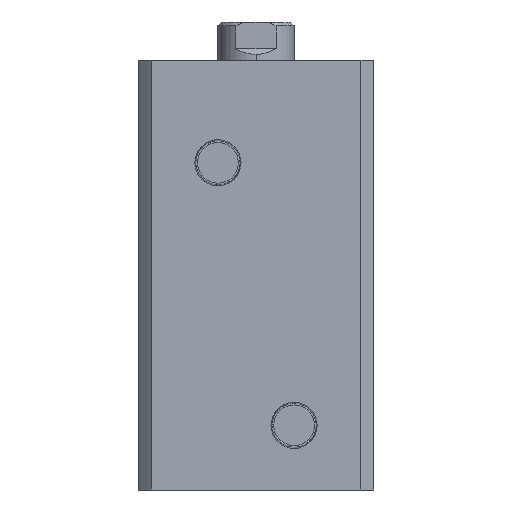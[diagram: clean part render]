
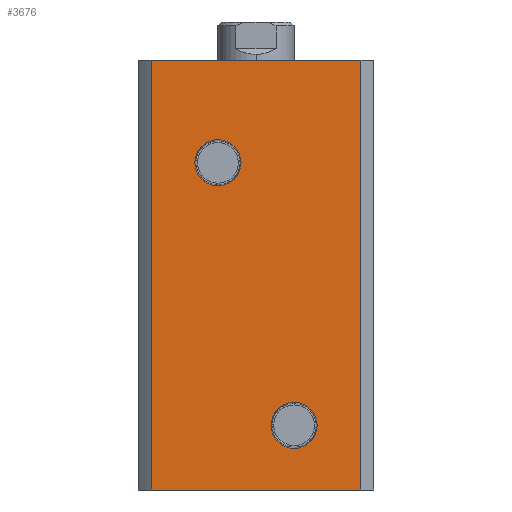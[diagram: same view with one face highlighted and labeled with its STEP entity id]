
A CAD part, left-side view. The second image highlights one B-rep face of the part: STEP entity #3676.
In plain terms, the highlighted planar face has unit normal (-1, 0, 0).
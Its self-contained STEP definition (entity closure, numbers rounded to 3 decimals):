
#377 = AXIS2_PLACEMENT_3D ( 'NONE', #3475, #3476, #3477 ) ;
#390 = AXIS2_PLACEMENT_3D ( 'NONE', #3530, #3531, #3532 ) ;
#436 = AXIS2_PLACEMENT_3D ( 'NONE', #1683, #1684, #1685 ) ;
#437 = AXIS2_PLACEMENT_3D ( 'NONE', #1688, #1689, #1690 ) ;
#494 = AXIS2_PLACEMENT_3D ( 'NONE', #1247, #1251, #1252 ) ;
#823 = CIRCLE ( 'NONE', #377, 6.06 ) ;
#847 = CIRCLE ( 'NONE', #390, 6.06 ) ;
#951 = LINE ( 'NONE', #1687, #966 ) ;
#960 = CIRCLE ( 'NONE', #436, 6.06 ) ;
#961 = CIRCLE ( 'NONE', #437, 6.06 ) ;
#962 = LINE ( 'NONE', #1681, #964 ) ;
#963 = LINE ( 'NONE', #1686, #968 ) ;
#964 = VECTOR ( 'NONE', #1682, 1000. ) ;
#966 = VECTOR ( 'NONE', #1692, 1000. ) ;
#967 = LINE ( 'NONE', #1695, #970 ) ;
#968 = VECTOR ( 'NONE', #1694, 1000. ) ;
#970 = VECTOR ( 'NONE', #1696, 1000. ) ;
#1081 = FACE_BOUND ( 'NONE', #2519, .T. ) ;
#1083 = FACE_OUTER_BOUND ( 'NONE', #2544, .T. ) ;
#1087 = FACE_BOUND ( 'NONE', #2541, .T. ) ;
#1247 = CARTESIAN_POINT ( 'NONE',  ( -31., 0., 113. ) ) ;
#1249 = PLANE ( 'NONE',  #494 ) ;
#1251 = DIRECTION ( 'NONE',  ( 1., 0., 0. ) ) ;
#1252 = DIRECTION ( 'NONE',  ( 0., 0., -1. ) ) ;
#1561 = CARTESIAN_POINT ( 'NONE',  ( -31., 10., 92.06 ) ) ;
#1562 = CARTESIAN_POINT ( 'NONE',  ( -31., 10., 79.94 ) ) ;
#1578 = CARTESIAN_POINT ( 'NONE',  ( -31., -10., 10.94 ) ) ;
#1681 = CARTESIAN_POINT ( 'NONE',  ( -31., 0., 0. ) ) ;
#1682 = DIRECTION ( 'NONE',  ( 0., -1., 0. ) ) ;
#1683 = CARTESIAN_POINT ( 'NONE',  ( -31., 10., 86. ) ) ;
#1684 = DIRECTION ( 'NONE',  ( -1., 0., 0. ) ) ;
#1685 = DIRECTION ( 'NONE',  ( 0., 0., 1. ) ) ;
#1686 = CARTESIAN_POINT ( 'NONE',  ( -31., 0., 113. ) ) ;
#1687 = CARTESIAN_POINT ( 'NONE',  ( -31., -27.591, 113. ) ) ;
#1688 = CARTESIAN_POINT ( 'NONE',  ( -31., -10., 17. ) ) ;
#1689 = DIRECTION ( 'NONE',  ( -1., 0., 0. ) ) ;
#1690 = DIRECTION ( 'NONE',  ( 0., 0., 1. ) ) ;
#1692 = DIRECTION ( 'NONE',  ( 0., 0., -1. ) ) ;
#1694 = DIRECTION ( 'NONE',  ( 0., -1., 0. ) ) ;
#1695 = CARTESIAN_POINT ( 'NONE',  ( -31., 27.591, 113. ) ) ;
#1696 = DIRECTION ( 'NONE',  ( 0., 0., -1. ) ) ;
#1750 = CARTESIAN_POINT ( 'NONE',  ( -31., -27.591, 0. ) ) ;
#1751 = CARTESIAN_POINT ( 'NONE',  ( -31., -27.591, 113. ) ) ;
#1992 = VERTEX_POINT ( 'NONE', #3359 ) ;
#2042 = VERTEX_POINT ( 'NONE', #3436 ) ;
#2048 = VERTEX_POINT ( 'NONE', #3442 ) ;
#2071 = EDGE_CURVE ( 'NONE', #2441, #1992, #823, .T. ) ;
#2092 = EDGE_CURVE ( 'NONE', #2421, #2422, #847, .T. ) ;
#2421 = VERTEX_POINT ( 'NONE', #1562 ) ;
#2422 = VERTEX_POINT ( 'NONE', #1561 ) ;
#2441 = VERTEX_POINT ( 'NONE', #1578 ) ;
#2519 = EDGE_LOOP ( 'NONE', ( #2710, #2709 ) ) ;
#2541 = EDGE_LOOP ( 'NONE', ( #2708, #2707 ) ) ;
#2544 = EDGE_LOOP ( 'NONE', ( #2706, #2705, #2701, #2700 ) ) ;
#2700 = ORIENTED_EDGE ( 'NONE', *, *, #3075, .T. ) ;
#2701 = ORIENTED_EDGE ( 'NONE', *, *, #3074, .F. ) ;
#2705 = ORIENTED_EDGE ( 'NONE', *, *, #3073, .F. ) ;
#2706 = ORIENTED_EDGE ( 'NONE', *, *, #3072, .T. ) ;
#2707 = ORIENTED_EDGE ( 'NONE', *, *, #2071, .F. ) ;
#2708 = ORIENTED_EDGE ( 'NONE', *, *, #3071, .F. ) ;
#2709 = ORIENTED_EDGE ( 'NONE', *, *, #2092, .F. ) ;
#2710 = ORIENTED_EDGE ( 'NONE', *, *, #3070, .F. ) ;
#3070 = EDGE_CURVE ( 'NONE', #2422, #2421, #960, .T. ) ;
#3071 = EDGE_CURVE ( 'NONE', #1992, #2441, #961, .T. ) ;
#3072 = EDGE_CURVE ( 'NONE', #2042, #3102, #962, .T. ) ;
#3073 = EDGE_CURVE ( 'NONE', #3103, #3102, #951, .T. ) ;
#3074 = EDGE_CURVE ( 'NONE', #2048, #3103, #963, .T. ) ;
#3075 = EDGE_CURVE ( 'NONE', #2048, #2042, #967, .T. ) ;
#3102 = VERTEX_POINT ( 'NONE', #1750 ) ;
#3103 = VERTEX_POINT ( 'NONE', #1751 ) ;
#3359 = CARTESIAN_POINT ( 'NONE',  ( -31., -10., 23.06 ) ) ;
#3436 = CARTESIAN_POINT ( 'NONE',  ( -31., 27.591, 0. ) ) ;
#3442 = CARTESIAN_POINT ( 'NONE',  ( -31., 27.591, 113. ) ) ;
#3475 = CARTESIAN_POINT ( 'NONE',  ( -31., -10., 17. ) ) ;
#3476 = DIRECTION ( 'NONE',  ( -1., 0., 0. ) ) ;
#3477 = DIRECTION ( 'NONE',  ( 0., 0., 1. ) ) ;
#3530 = CARTESIAN_POINT ( 'NONE',  ( -31., 10., 86. ) ) ;
#3531 = DIRECTION ( 'NONE',  ( -1., 0., 0. ) ) ;
#3532 = DIRECTION ( 'NONE',  ( 0., 0., 1. ) ) ;
#3676 = ADVANCED_FACE ( 'NONE', ( #1081, #1087, #1083 ), #1249, .F. ) ;
